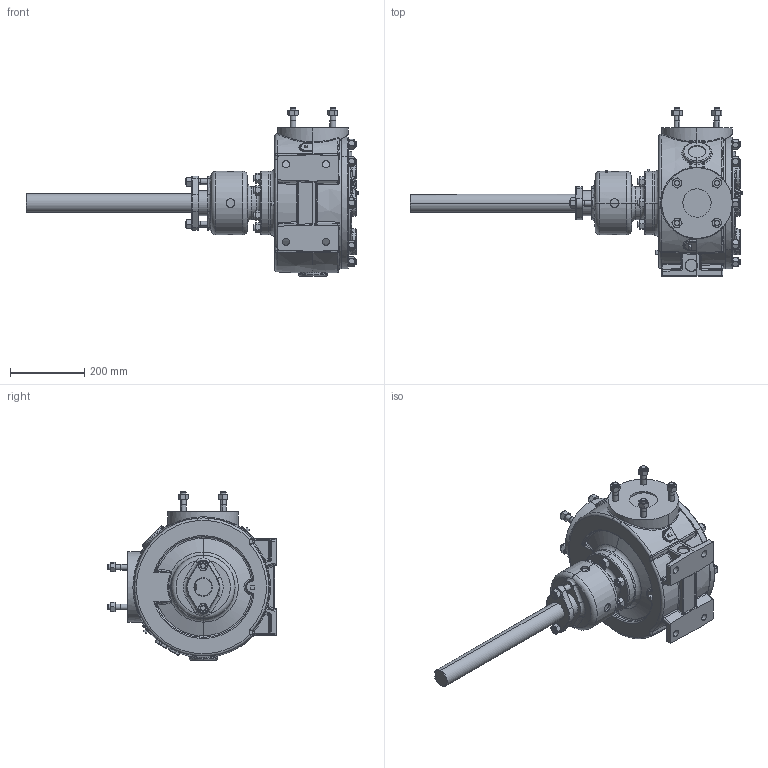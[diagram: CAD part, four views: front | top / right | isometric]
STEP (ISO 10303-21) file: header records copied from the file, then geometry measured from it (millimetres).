
FILE_DESCRIPTION (( 'STEP AP214' ), '1' );
FILE_NAME ('Q34.STEP', '2016-11-14T21:38:41', ( '' ), ( '' ), 'SwSTEP 2.0', 'SolidWorks 2015', '' );
FILE_SCHEMA (( 'AUTOMOTIVE_DESIGN' ));
Length unit declared in the file: inch
Products named in the file (2): Q34
Bounding box: 896.24 x 453.9 x 454.41 mm (x, y, z)
Volume: 28654797.9 mm3; surface area: 870568.6 mm2
Topology: 1 solids, 1 shells, 1592 faces, 3708 edges, 2237 vertices
Faces by surface type: cone 472, plane 446, cylinder 301, bspline 223, torus 100, sphere 50
Entity records: 81008 total; most frequent: CARTESIAN_POINT 35084, ORIENTED_EDGE 7402, DIRECTION 6398, EDGE_CURVE 3701, AXIS2_PLACEMENT_3D 2758, VERTEX_POINT 2237, EDGE_LOOP 1730, ADVANCED_FACE 1592
